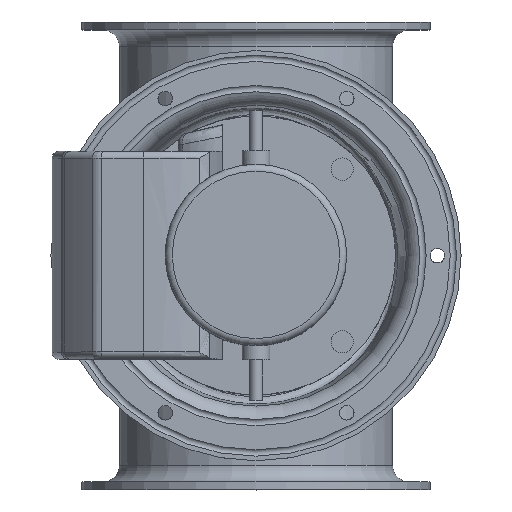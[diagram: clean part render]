
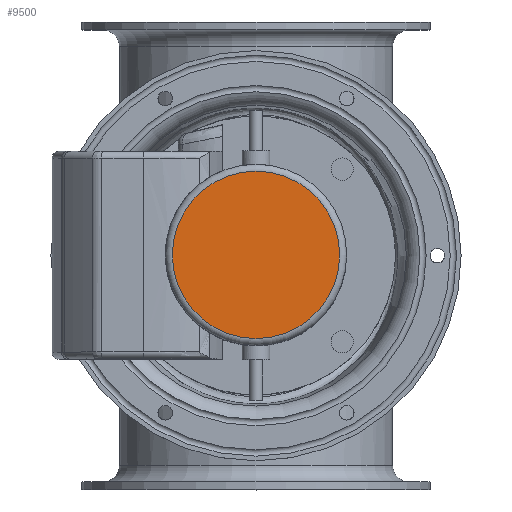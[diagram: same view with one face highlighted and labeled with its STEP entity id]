
A CAD part, top view. The second image highlights one B-rep face of the part: STEP entity #9500.
In plain terms, the highlighted planar face has unit normal (0, 0, 1).
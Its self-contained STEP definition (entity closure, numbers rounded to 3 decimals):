
#308=CIRCLE('',#10107,60.);
#312=CIRCLE('',#10111,60.);
#593=PLANE('',#10114);
#937=FACE_OUTER_BOUND('',#1482,.T.);
#1482=EDGE_LOOP('',(#6756,#6757));
#3754=VERTEX_POINT('',#24775);
#3755=VERTEX_POINT('',#24776);
#4858=EDGE_CURVE('',#3754,#3755,#308,.T.);
#4862=EDGE_CURVE('',#3755,#3754,#312,.T.);
#6756=ORIENTED_EDGE('',*,*,#4858,.F.);
#6757=ORIENTED_EDGE('',*,*,#4862,.F.);
#9500=ADVANCED_FACE('',(#937),#593,.T.);
#10107=AXIS2_PLACEMENT_3D('',#24777,#11133,#11134);
#10111=AXIS2_PLACEMENT_3D('',#24783,#11141,#11142);
#10114=AXIS2_PLACEMENT_3D('',#24788,#11148,#11149);
#11133=DIRECTION('center_axis',(0.,0.,-1.));
#11134=DIRECTION('ref_axis',(-1.,0.,0.));
#11141=DIRECTION('center_axis',(0.,0.,-1.));
#11142=DIRECTION('ref_axis',(-1.,0.,0.));
#11148=DIRECTION('center_axis',(0.,0.,1.));
#11149=DIRECTION('ref_axis',(1.,0.,0.));
#24775=CARTESIAN_POINT('',(60.,0.,257.));
#24776=CARTESIAN_POINT('',(-60.,0.,257.));
#24777=CARTESIAN_POINT('Origin',(0.,0.,257.));
#24783=CARTESIAN_POINT('Origin',(0.,0.,257.));
#24788=CARTESIAN_POINT('Origin',(0.,0.,257.));
